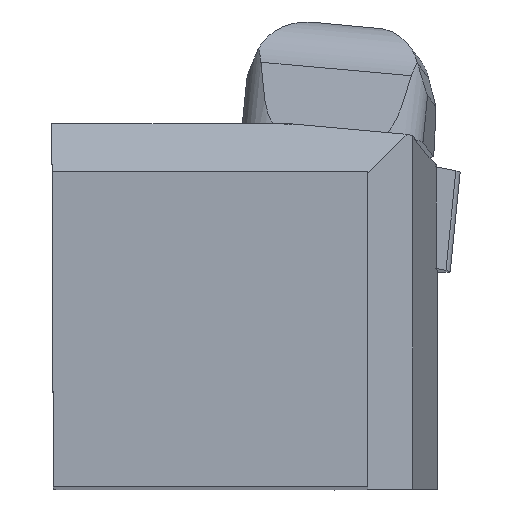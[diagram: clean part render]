
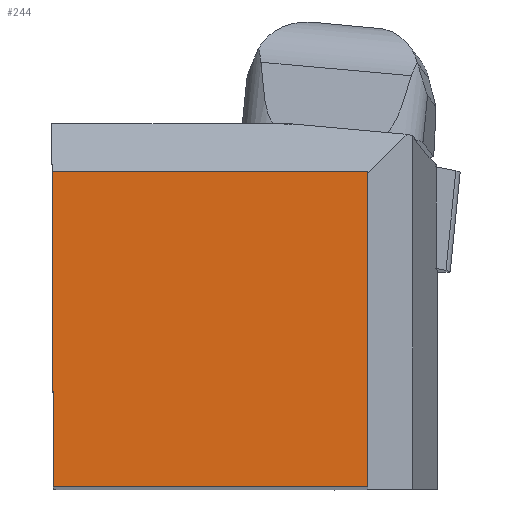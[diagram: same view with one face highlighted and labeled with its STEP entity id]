
A CAD part, top view. The second image highlights one B-rep face of the part: STEP entity #244.
In plain terms, the highlighted planar face has unit normal (0, 0, 1).
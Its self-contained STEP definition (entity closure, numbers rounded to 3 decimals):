
#164=FACE_OUTER_BOUND('',#710,.T.);
#244=ADVANCED_FACE('BLANK_BOXF006',(#164),#322,.F.);
#322=PLANE('',#1757);
#401=LINE('',#2495,#556);
#402=LINE('',#2498,#557);
#403=LINE('',#2500,#558);
#404=LINE('',#2502,#559);
#556=VECTOR('',#1970,1.);
#557=VECTOR('',#1971,1.);
#558=VECTOR('',#1972,1.);
#559=VECTOR('',#1973,1.);
#710=EDGE_LOOP('',(#851,#852,#853,#854));
#851=ORIENTED_EDGE('',*,*,#1437,.T.);
#852=ORIENTED_EDGE('',*,*,#1438,.T.);
#853=ORIENTED_EDGE('',*,*,#1439,.T.);
#854=ORIENTED_EDGE('',*,*,#1440,.T.);
#1275=VERTEX_POINT('',#2496);
#1276=VERTEX_POINT('',#2497);
#1277=VERTEX_POINT('',#2499);
#1278=VERTEX_POINT('',#2501);
#1437=EDGE_CURVE('',#1275,#1276,#401,.T.);
#1438=EDGE_CURVE('',#1276,#1277,#402,.T.);
#1439=EDGE_CURVE('',#1277,#1278,#403,.T.);
#1440=EDGE_CURVE('',#1278,#1275,#404,.T.);
#1757=AXIS2_PLACEMENT_3D('',#2503,#1974,#1975);
#1970=DIRECTION('',(0.,1.,0.));
#1971=DIRECTION('',(-1.,0.,0.));
#1972=DIRECTION('',(0.004,-1.,0.));
#1973=DIRECTION('',(1.,0.,0.));
#1974=DIRECTION('',(0.,0.,-1.));
#1975=DIRECTION('',(1.,0.,0.));
#2495=CARTESIAN_POINT('',(24.875,-163.35,0.));
#2496=CARTESIAN_POINT('',(24.875,0.,0.));
#2497=CARTESIAN_POINT('',(24.875,24.875,0.));
#2498=CARTESIAN_POINT('',(163.35,24.875,0.));
#2499=CARTESIAN_POINT('',(0.,24.875,0.));
#2500=CARTESIAN_POINT('',(-0.604,163.348,0.));
#2501=CARTESIAN_POINT('',(0.109,0.,0.));
#2502=CARTESIAN_POINT('',(-163.35,0.,0.));
#2503=CARTESIAN_POINT('',(44.35,-5.,0.));
